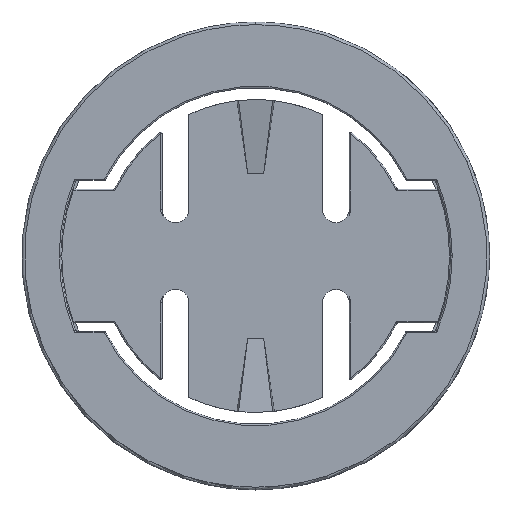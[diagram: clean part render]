
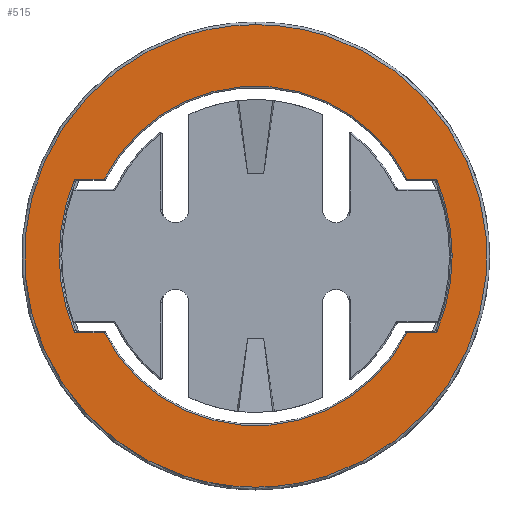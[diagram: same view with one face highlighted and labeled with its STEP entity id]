
A CAD part, top view. The second image highlights one B-rep face of the part: STEP entity #515.
In plain terms, the highlighted planar face has unit normal (0, 0, 1).
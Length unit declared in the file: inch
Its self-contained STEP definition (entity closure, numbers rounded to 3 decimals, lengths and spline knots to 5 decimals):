
#515=ADVANCED_FACE('',(#1024,#1025),#1026,.T.);
#1024=FACE_OUTER_BOUND('',#1710,.T.);
#1025=FACE_BOUND('',#1711,.T.);
#1026=PLANE('',#1712);
#1710=EDGE_LOOP('',(#3107,#3108,#3109,#3110,#3111,#3112));
#1711=EDGE_LOOP('',(#3113,#3114,#3115,#3116,#3117,#3118,#3119,#3120,#3121,#3122,#3123,#3124,#3125,#3126));
#1712=AXIS2_PLACEMENT_3D('',#3127,#3128,#3129);
#3107=ORIENTED_EDGE('',*,*,#3498,.F.);
#3108=ORIENTED_EDGE('',*,*,#3497,.F.);
#3109=ORIENTED_EDGE('',*,*,#3496,.F.);
#3110=ORIENTED_EDGE('',*,*,#3490,.F.);
#3111=ORIENTED_EDGE('',*,*,#3489,.F.);
#3112=ORIENTED_EDGE('',*,*,#3488,.F.);
#3113=ORIENTED_EDGE('',*,*,#3503,.T.);
#3114=ORIENTED_EDGE('',*,*,#3507,.T.);
#3115=ORIENTED_EDGE('',*,*,#3510,.T.);
#3116=ORIENTED_EDGE('',*,*,#3515,.T.);
#3117=ORIENTED_EDGE('',*,*,#3519,.T.);
#3118=ORIENTED_EDGE('',*,*,#3484,.T.);
#3119=ORIENTED_EDGE('',*,*,#3523,.T.);
#3120=ORIENTED_EDGE('',*,*,#3526,.T.);
#3121=ORIENTED_EDGE('',*,*,#3530,.T.);
#3122=ORIENTED_EDGE('',*,*,#3536,.T.);
#3123=ORIENTED_EDGE('',*,*,#3541,.T.);
#3124=ORIENTED_EDGE('',*,*,#3544,.T.);
#3125=ORIENTED_EDGE('',*,*,#3479,.T.);
#3126=ORIENTED_EDGE('',*,*,#3547,.T.);
#3127=CARTESIAN_POINT('',(0.,0.,0.22464));
#3128=DIRECTION('',(0.,0.,1.0));
#3129=DIRECTION('',(0.,1.0,0.0));
#3479=EDGE_CURVE('',#4216,#4213,#4217,.F.);
#3484=EDGE_CURVE('',#4224,#4222,#4225,.F.);
#3488=EDGE_CURVE('',#4228,#4230,#4231,.T.);
#3489=EDGE_CURVE('',#4230,#4232,#4233,.T.);
#3490=EDGE_CURVE('',#4232,#4234,#4235,.T.);
#3496=EDGE_CURVE('',#4234,#4243,#4244,.T.);
#3497=EDGE_CURVE('',#4243,#4245,#4246,.T.);
#3498=EDGE_CURVE('',#4245,#4228,#4247,.T.);
#3503=EDGE_CURVE('',#4249,#4254,#4256,.F.);
#3507=EDGE_CURVE('',#4254,#4260,#4262,.T.);
#3510=EDGE_CURVE('',#4260,#4265,#4267,.F.);
#3515=EDGE_CURVE('',#4265,#4273,#4275,.T.);
#3519=EDGE_CURVE('',#4273,#4224,#4280,.F.);
#3523=EDGE_CURVE('',#4222,#4283,#4285,.F.);
#3526=EDGE_CURVE('',#4283,#4288,#4290,.F.);
#3530=EDGE_CURVE('',#4288,#4294,#4296,.T.);
#3536=EDGE_CURVE('',#4294,#4303,#4305,.F.);
#3541=EDGE_CURVE('',#4303,#4311,#4313,.T.);
#3544=EDGE_CURVE('',#4311,#4216,#4316,.F.);
#3547=EDGE_CURVE('',#4213,#4249,#4319,.F.);
#4213=VERTEX_POINT('',#5257);
#4216=VERTEX_POINT('',#5260);
#4217=CIRCLE('',#5261,0.57874);
#4222=VERTEX_POINT('',#5266);
#4224=VERTEX_POINT('',#5268);
#4225=CIRCLE('',#5269,0.57874);
#4228=VERTEX_POINT('',#5272);
#4230=VERTEX_POINT('',#5274);
#4231=CIRCLE('',#5275,0.6811);
#4232=VERTEX_POINT('',#5276);
#4233=CIRCLE('',#5277,0.6811);
#4234=VERTEX_POINT('',#5278);
#4235=CIRCLE('',#5279,0.6811);
#4243=VERTEX_POINT('',#5287);
#4244=CIRCLE('',#5288,0.6811);
#4245=VERTEX_POINT('',#5289);
#4246=CIRCLE('',#5290,0.6811);
#4247=CIRCLE('',#5291,0.6811);
#4249=VERTEX_POINT('',#5293);
#4254=VERTEX_POINT('',#5298);
#4256=CIRCLE('',#5300,0.00787);
#4260=VERTEX_POINT('',#5305);
#4262=LINE('',#5307,#5308);
#4265=VERTEX_POINT('',#5311);
#4267=CIRCLE('',#5313,0.5);
#4273=VERTEX_POINT('',#5319);
#4275=LINE('',#5321,#5322);
#4280=CIRCLE('',#5328,0.00787);
#4283=VERTEX_POINT('',#5331);
#4285=CIRCLE('',#5333,0.57874);
#4288=VERTEX_POINT('',#5336);
#4290=CIRCLE('',#5338,0.00787);
#4294=VERTEX_POINT('',#5342);
#4296=LINE('',#5344,#5345);
#4303=VERTEX_POINT('',#5353);
#4305=CIRCLE('',#5355,0.5);
#4311=VERTEX_POINT('',#5362);
#4313=LINE('',#5364,#5365);
#4316=CIRCLE('',#5368,0.00787);
#4319=CIRCLE('',#5371,0.57874);
#5257=CARTESIAN_POINT('',(-0.57874,0.,0.22464));
#5260=CARTESIAN_POINT('',(-0.53467,-0.22152,0.22464));
#5261=AXIS2_PLACEMENT_3D('',#6320,#6321,#6322);
#5266=CARTESIAN_POINT('',(0.57874,0.,0.22464));
#5268=CARTESIAN_POINT('',(0.53467,0.22152,0.22464));
#5269=AXIS2_PLACEMENT_3D('',#6332,#6333,#6334);
#5272=CARTESIAN_POINT('',(0.,0.6811,0.22464));
#5274=CARTESIAN_POINT('',(0.20866,0.64835,0.22464));
#5275=AXIS2_PLACEMENT_3D('',#6341,#6342,#6343);
#5276=CARTESIAN_POINT('',(0.20866,-0.64835,0.22464));
#5277=AXIS2_PLACEMENT_3D('',#6344,#6345,#6346);
#5278=CARTESIAN_POINT('',(0.,-0.6811,0.22464));
#5279=AXIS2_PLACEMENT_3D('',#6347,#6348,#6349);
#5287=CARTESIAN_POINT('',(-0.20866,-0.64835,0.22464));
#5288=AXIS2_PLACEMENT_3D('',#6362,#6363,#6364);
#5289=CARTESIAN_POINT('',(-0.20866,0.64835,0.22464));
#5290=AXIS2_PLACEMENT_3D('',#6365,#6366,#6367);
#5291=AXIS2_PLACEMENT_3D('',#6368,#6369,#6370);
#5293=CARTESIAN_POINT('',(-0.53467,0.22152,0.22464));
#5298=CARTESIAN_POINT('',(-0.52739,0.22638,0.22464));
#5300=AXIS2_PLACEMENT_3D('',#6380,#6381,#6382);
#5305=CARTESIAN_POINT('',(-0.44582,0.22638,0.22464));
#5307=CARTESIAN_POINT('',(-0.52739,0.22638,0.22464));
#5308=VECTOR('',#6387,0.08158);
#5311=CARTESIAN_POINT('',(0.44582,0.22638,0.22464));
#5313=AXIS2_PLACEMENT_3D('',#6391,#6392,#6393);
#5319=CARTESIAN_POINT('',(0.52739,0.22638,0.22464));
#5321=CARTESIAN_POINT('',(0.44582,0.22638,0.22464));
#5322=VECTOR('',#6403,0.08158);
#5328=AXIS2_PLACEMENT_3D('',#6408,#6409,#6410);
#5331=CARTESIAN_POINT('',(0.53467,-0.22152,0.22464));
#5333=AXIS2_PLACEMENT_3D('',#6417,#6418,#6419);
#5336=CARTESIAN_POINT('',(0.52739,-0.22638,0.22464));
#5338=AXIS2_PLACEMENT_3D('',#6423,#6424,#6425);
#5342=CARTESIAN_POINT('',(0.44582,-0.22638,0.22464));
#5344=CARTESIAN_POINT('',(0.52739,-0.22638,0.22464));
#5345=VECTOR('',#6432,0.08158);
#5353=CARTESIAN_POINT('',(-0.44582,-0.22638,0.22464));
#5355=AXIS2_PLACEMENT_3D('',#6443,#6444,#6445);
#5362=CARTESIAN_POINT('',(-0.52739,-0.22638,0.22464));
#5364=CARTESIAN_POINT('',(-0.44582,-0.22638,0.22464));
#5365=VECTOR('',#6453,0.08158);
#5368=AXIS2_PLACEMENT_3D('',#6457,#6458,#6459);
#5371=AXIS2_PLACEMENT_3D('',#6463,#6464,#6465);
#6320=CARTESIAN_POINT('',(0.,0.,0.22464));
#6321=DIRECTION('',(0.,0.,1.0));
#6322=DIRECTION('',(1.0,0.,0.));
#6332=CARTESIAN_POINT('',(0.,0.,0.22464));
#6333=DIRECTION('',(0.,0.,1.0));
#6334=DIRECTION('',(1.0,0.,0.));
#6341=CARTESIAN_POINT('',(0.,0.,0.22464));
#6342=DIRECTION('',(0.,0.,-1.0));
#6343=DIRECTION('',(0.,1.0,0.));
#6344=CARTESIAN_POINT('',(0.,0.,0.22464));
#6345=DIRECTION('',(0.,0.,-1.0));
#6346=DIRECTION('',(1.0,0.,0.));
#6347=CARTESIAN_POINT('',(0.,0.,0.22464));
#6348=DIRECTION('',(0.,0.,-1.0));
#6349=DIRECTION('',(0.,1.0,0.));
#6362=CARTESIAN_POINT('',(0.,0.,0.22464));
#6363=DIRECTION('',(0.,0.,-1.0));
#6364=DIRECTION('',(0.,1.0,0.));
#6365=CARTESIAN_POINT('',(0.,0.,0.22464));
#6366=DIRECTION('',(0.,0.,-1.0));
#6367=DIRECTION('',(-1.0,0.,0.));
#6368=CARTESIAN_POINT('',(0.,0.,0.22464));
#6369=DIRECTION('',(0.,0.,-1.0));
#6370=DIRECTION('',(0.,1.0,0.));
#6380=CARTESIAN_POINT('',(-0.52739,0.2185,0.22464));
#6381=DIRECTION('',(0.,0.,1.0));
#6382=DIRECTION('',(1.0,0.,0.));
#6387=DIRECTION('',(1.0,0.,0.));
#6391=CARTESIAN_POINT('',(0.,0.,0.22464));
#6392=DIRECTION('',(0.,0.,1.0));
#6393=DIRECTION('',(1.0,0.,0.));
#6403=DIRECTION('',(1.0,0.,0.));
#6408=CARTESIAN_POINT('',(0.52739,0.2185,0.22464));
#6409=DIRECTION('',(0.,0.,1.0));
#6410=DIRECTION('',(1.0,0.,0.));
#6417=CARTESIAN_POINT('',(0.,0.,0.22464));
#6418=DIRECTION('',(0.,0.,1.0));
#6419=DIRECTION('',(1.0,0.,0.));
#6423=CARTESIAN_POINT('',(0.52739,-0.2185,0.22464));
#6424=DIRECTION('',(0.,0.,1.0));
#6425=DIRECTION('',(1.0,0.,0.));
#6432=DIRECTION('',(-1.0,0.,0.));
#6443=CARTESIAN_POINT('',(0.,0.,0.22464));
#6444=DIRECTION('',(0.,0.,1.0));
#6445=DIRECTION('',(1.0,0.,0.));
#6453=DIRECTION('',(-1.0,0.,0.));
#6457=CARTESIAN_POINT('',(-0.52739,-0.2185,0.22464));
#6458=DIRECTION('',(0.,0.,1.0));
#6459=DIRECTION('',(1.0,0.,0.));
#6463=CARTESIAN_POINT('',(0.,0.,0.22464));
#6464=DIRECTION('',(0.,0.,1.0));
#6465=DIRECTION('',(1.0,0.,0.));
